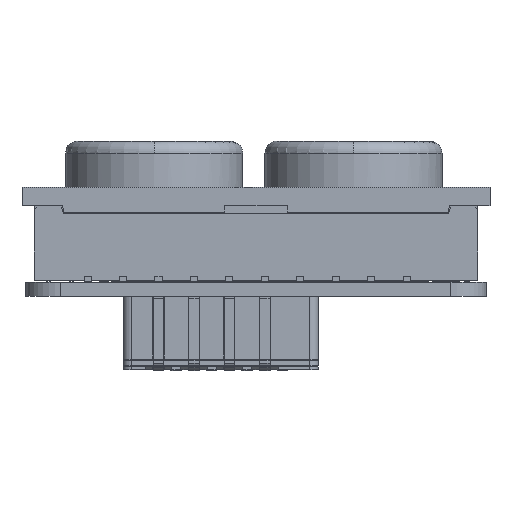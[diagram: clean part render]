
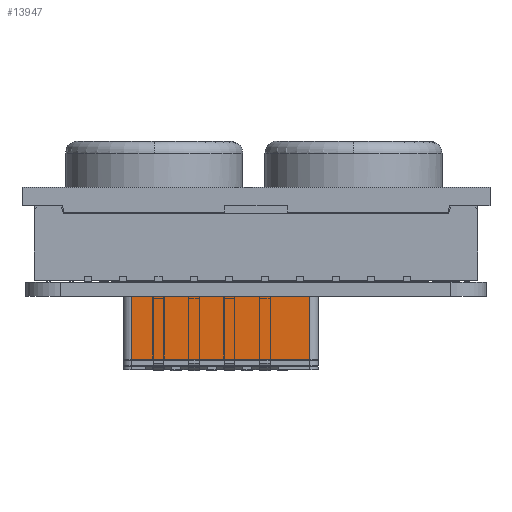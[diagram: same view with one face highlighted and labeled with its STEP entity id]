
A CAD part, left-side view. The second image highlights one B-rep face of the part: STEP entity #13947.
In plain terms, the highlighted face is planar.
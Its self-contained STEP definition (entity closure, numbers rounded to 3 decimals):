
#13947 = ADVANCED_FACE('',(#13948),#13982,.T.);
#13948 = FACE_BOUND('',#13949,.T.);
#13949 = EDGE_LOOP('',(#13950,#13960,#13968,#13976));
#13950 = ORIENTED_EDGE('',*,*,#13951,.F.);
#13951 = EDGE_CURVE('',#13952,#13954,#13956,.T.);
#13952 = VERTEX_POINT('',#13953);
#13953 = CARTESIAN_POINT('',(5.,3.3,-4.43));
#13954 = VERTEX_POINT('',#13955);
#13955 = CARTESIAN_POINT('',(5.,3.3,-0.02));
#13956 = LINE('',#13957,#13958);
#13957 = CARTESIAN_POINT('',(5.,3.3,0.));
#13958 = VECTOR('',#13959,1.);
#13959 = DIRECTION('',(0.,0.,1.));
#13960 = ORIENTED_EDGE('',*,*,#13961,.T.);
#13961 = EDGE_CURVE('',#13952,#13962,#13964,.T.);
#13962 = VERTEX_POINT('',#13963);
#13963 = CARTESIAN_POINT('',(-5.,3.3,-4.43));
#13964 = LINE('',#13965,#13966);
#13965 = CARTESIAN_POINT('',(-5.,3.3,-4.43));
#13966 = VECTOR('',#13967,1.);
#13967 = DIRECTION('',(-1.,0.,0.));
#13968 = ORIENTED_EDGE('',*,*,#13969,.F.);
#13969 = EDGE_CURVE('',#13970,#13962,#13972,.T.);
#13970 = VERTEX_POINT('',#13971);
#13971 = CARTESIAN_POINT('',(-5.,3.3,-0.02));
#13972 = LINE('',#13973,#13974);
#13973 = CARTESIAN_POINT('',(-5.,3.3,0.));
#13974 = VECTOR('',#13975,1.);
#13975 = DIRECTION('',(0.,0.,-1.));
#13976 = ORIENTED_EDGE('',*,*,#13977,.F.);
#13977 = EDGE_CURVE('',#13954,#13970,#13978,.T.);
#13978 = LINE('',#13979,#13980);
#13979 = CARTESIAN_POINT('',(15.194,3.3,-0.02));
#13980 = VECTOR('',#13981,1.);
#13981 = DIRECTION('',(-1.,0.,0.));
#13982 = PLANE('',#13983);
#13983 = AXIS2_PLACEMENT_3D('',#13984,#13985,#13986);
#13984 = CARTESIAN_POINT('',(15.194,3.3,0.));
#13985 = DIRECTION('',(0.,1.,0.));
#13986 = DIRECTION('',(0.,0.,1.));
